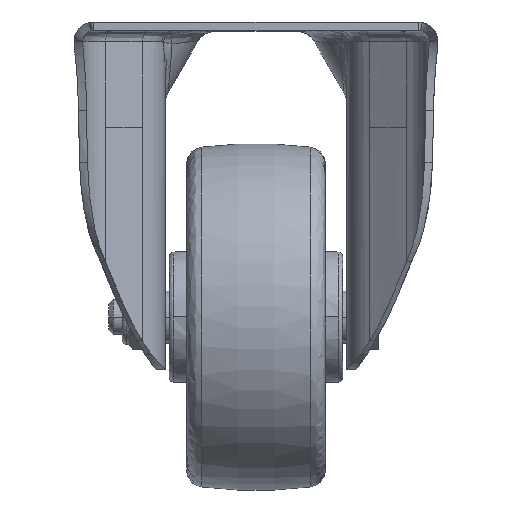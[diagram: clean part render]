
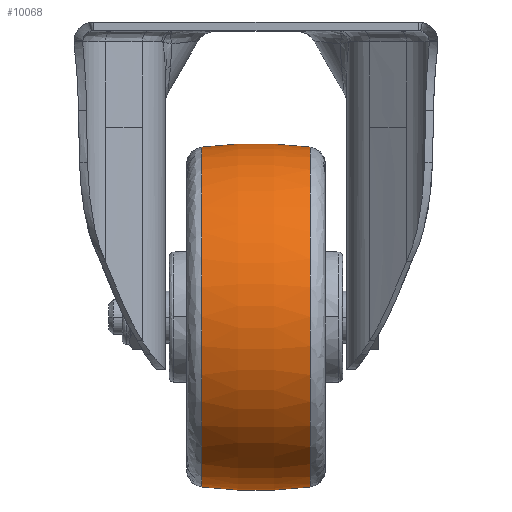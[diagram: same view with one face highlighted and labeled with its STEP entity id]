
A CAD part, top view. The second image highlights one B-rep face of the part: STEP entity #10068.
In plain terms, the highlighted toroidal (fillet/blend) face has major radius 60 mm and minor radius 100 mm.
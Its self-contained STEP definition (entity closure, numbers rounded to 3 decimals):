
#80 = CIRCLE ( 'NONE', #4979, 100. ) ;
#781 = EDGE_CURVE ( 'NONE', #10557, #12254, #80, .T. ) ;
#1265 = CIRCLE ( 'NONE', #10716, 39.216 ) ;
#1316 = DIRECTION ( 'NONE',  ( 1., 0., 0. ) ) ;
#2329 = VERTEX_POINT ( 'NONE', #13874 ) ;
#2486 = CIRCLE ( 'NONE', #11947, 100. ) ;
#3025 = ORIENTED_EDGE ( 'NONE', *, *, #12780, .F. ) ;
#3143 = AXIS2_PLACEMENT_3D ( 'NONE', #9684, #14703, #10862 ) ;
#4465 = TOROIDAL_SURFACE ( 'NONE', #15831, -60., 100. ) ;
#4979 = AXIS2_PLACEMENT_3D ( 'NONE', #10217, #11483, #5060 ) ;
#5060 = DIRECTION ( 'NONE',  ( 0., -1., 0. ) ) ;
#5394 = DIRECTION ( 'NONE',  ( 0., 0., -1. ) ) ;
#5621 = CARTESIAN_POINT ( 'NONE',  ( 0., -68.5, 0. ) ) ;
#5785 = ORIENTED_EDGE ( 'NONE', *, *, #16424, .F. ) ;
#6651 = ORIENTED_EDGE ( 'NONE', *, *, #8314, .F. ) ;
#6938 = CARTESIAN_POINT ( 'NONE',  ( -12.5, -107.716, 0. ) ) ;
#7927 = DIRECTION ( 'NONE',  ( -1., 0., 0. ) ) ;
#8314 = EDGE_CURVE ( 'NONE', #2329, #12254, #1265, .T. ) ;
#9099 = CARTESIAN_POINT ( 'NONE',  ( 12.5, -68.5, 0. ) ) ;
#9288 = CARTESIAN_POINT ( 'NONE',  ( 0., -128.5, 0. ) ) ;
#9684 = CARTESIAN_POINT ( 'NONE',  ( -12.5, -68.5, 0. ) ) ;
#10068 = ADVANCED_FACE ( 'NONE', ( #13165 ), #4465, .T. ) ;
#10217 = CARTESIAN_POINT ( 'NONE',  ( 0., -8.5, 0. ) ) ;
#10557 = VERTEX_POINT ( 'NONE', #6938 ) ;
#10716 = AXIS2_PLACEMENT_3D ( 'NONE', #9099, #1316, #15567 ) ;
#10778 = DIRECTION ( 'NONE',  ( 1., 0., 0. ) ) ;
#10862 = DIRECTION ( 'NONE',  ( 0., 1., 0. ) ) ;
#11483 = DIRECTION ( 'NONE',  ( 0., 0., 1. ) ) ;
#11947 = AXIS2_PLACEMENT_3D ( 'NONE', #9288, #5394, #7927 ) ;
#12254 = VERTEX_POINT ( 'NONE', #15451 ) ;
#12780 = EDGE_CURVE ( 'NONE', #10557, #15697, #15061, .T. ) ;
#13165 = FACE_OUTER_BOUND ( 'NONE', #14199, .T. ) ;
#13874 = CARTESIAN_POINT ( 'NONE',  ( 12.5, -29.284, 0. ) ) ;
#14199 = EDGE_LOOP ( 'NONE', ( #3025, #16567, #6651, #5785 ) ) ;
#14703 = DIRECTION ( 'NONE',  ( -1., 0., 0. ) ) ;
#15061 = CIRCLE ( 'NONE', #3143, 39.216 ) ;
#15451 = CARTESIAN_POINT ( 'NONE',  ( 12.5, -107.716, 0. ) ) ;
#15567 = DIRECTION ( 'NONE',  ( 0., 1., 0. ) ) ;
#15686 = CARTESIAN_POINT ( 'NONE',  ( -12.5, -29.284, 0. ) ) ;
#15697 = VERTEX_POINT ( 'NONE', #15686 ) ;
#15831 = AXIS2_PLACEMENT_3D ( 'NONE', #5621, #10778, #15972 ) ;
#15972 = DIRECTION ( 'NONE',  ( 0., 1., 0. ) ) ;
#16424 = EDGE_CURVE ( 'NONE', #15697, #2329, #2486, .T. ) ;
#16567 = ORIENTED_EDGE ( 'NONE', *, *, #781, .T. ) ;
